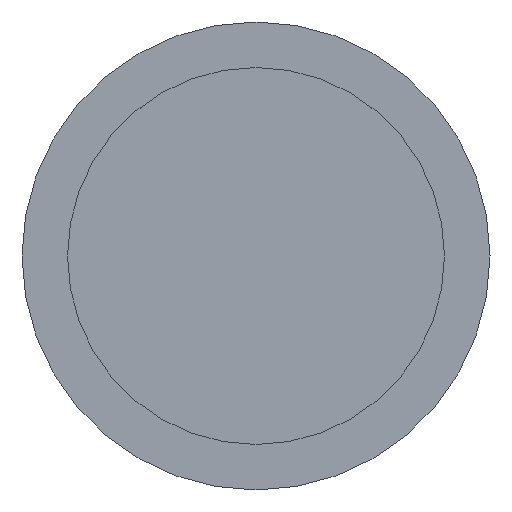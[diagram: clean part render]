
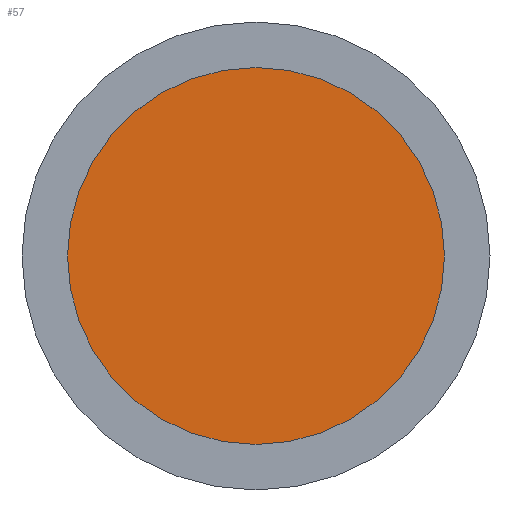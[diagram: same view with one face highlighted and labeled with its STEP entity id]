
A CAD part, top view. The second image highlights one B-rep face of the part: STEP entity #57.
In plain terms, the highlighted planar face has unit normal (0, 0, 1).
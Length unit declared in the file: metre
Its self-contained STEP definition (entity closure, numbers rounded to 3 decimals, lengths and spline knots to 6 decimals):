
#13=PLANE('',#76);
#17=ORIENTED_EDGE('',*,*,#25,.F.);
#25=EDGE_CURVE('',#30,#30,#34,.T.);
#30=VERTEX_POINT('',#110);
#34=CIRCLE('',#77,0.151436);
#38=EDGE_LOOP('',(#17));
#47=FACE_BOUND('',#38,.T.);
#57=ADVANCED_FACE('',(#47),#13,.T.);
#76=AXIS2_PLACEMENT_3D('',#108,#89,#90);
#77=AXIS2_PLACEMENT_3D('',#109,#91,#92);
#89=DIRECTION('',(0.,0.,1.));
#90=DIRECTION('',(1.,0.,0.));
#91=DIRECTION('',(0.,0.,-1.));
#92=DIRECTION('',(-1.,0.,0.));
#108=CARTESIAN_POINT('',(-0.075718,0.,-0.450987));
#109=CARTESIAN_POINT('',(0.,0.,-0.450987));
#110=CARTESIAN_POINT('',(-0.151436,0.,-0.450987));
